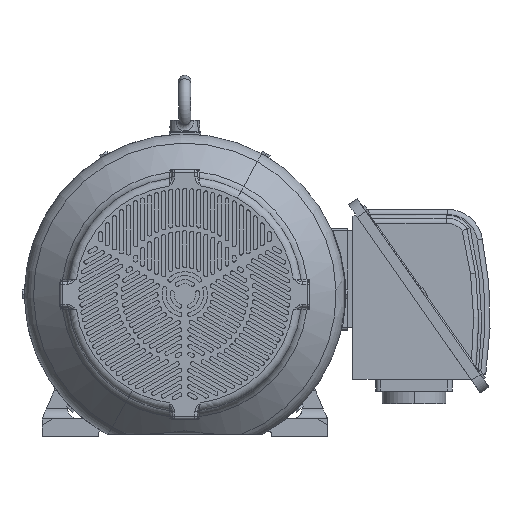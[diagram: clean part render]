
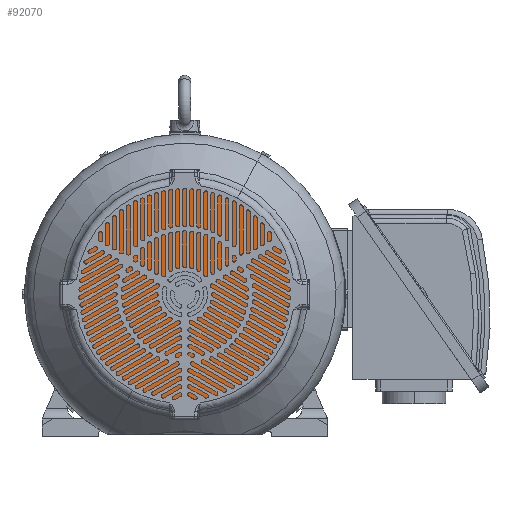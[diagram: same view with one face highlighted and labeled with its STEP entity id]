
A CAD part, left-side view. The second image highlights one B-rep face of the part: STEP entity #92070.
In plain terms, the highlighted planar face has unit normal (-1, 0, 0).
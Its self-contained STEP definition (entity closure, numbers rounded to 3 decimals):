
#9215=CARTESIAN_POINT('Vertex',(-480.,119.856,-219.396)) ;
#9218=CARTESIAN_POINT('Axis2P3D Location',(-480.,0.,0.)) ;
#9222=CARTESIAN_POINT('Vertex',(-480.,-119.856,219.396)) ;
#9239=CARTESIAN_POINT('Axis2P3D Location',(-480.,0.,0.)) ;
#92043=CARTESIAN_POINT('Axis2P3D Location',(-480.,0.,246.)) ;
#92052=CARTESIAN_POINT('Axis2P3D Location',(-480.,0.,0.)) ;
#92056=CARTESIAN_POINT('Vertex',(-480.,45.,0.)) ;
#92058=CARTESIAN_POINT('Vertex',(-480.,-45.,0.)) ;
#92061=CARTESIAN_POINT('Axis2P3D Location',(-480.,0.,0.)) ;
#9219=DIRECTION('Axis2P3D Direction',(1.,0.,0.)) ;
#9240=DIRECTION('Axis2P3D Direction',(1.,0.,0.)) ;
#92044=DIRECTION('Axis2P3D Direction',(1.,0.,0.)) ;
#92045=DIRECTION('Axis2P3D XDirection',(0.,1.,0.)) ;
#92053=DIRECTION('Axis2P3D Direction',(1.,0.,0.)) ;
#92062=DIRECTION('Axis2P3D Direction',(1.,0.,0.)) ;
#9220=AXIS2_PLACEMENT_3D('Circle Axis2P3D',#9218,#9219,$) ;
#9241=AXIS2_PLACEMENT_3D('Circle Axis2P3D',#9239,#9240,$) ;
#92046=AXIS2_PLACEMENT_3D('Plane Axis2P3D',#92043,#92044,#92045) ;
#92054=AXIS2_PLACEMENT_3D('Circle Axis2P3D',#92052,#92053,$) ;
#92063=AXIS2_PLACEMENT_3D('Circle Axis2P3D',#92061,#92062,$) ;
#92049=ORIENTED_EDGE('',*,*,#9224,.F.) ;
#92050=ORIENTED_EDGE('',*,*,#9243,.T.) ;
#92067=ORIENTED_EDGE('',*,*,#92060,.T.) ;
#92068=ORIENTED_EDGE('',*,*,#92065,.T.) ;
#92069=FACE_BOUND('',#92066,.T.) ;
#92070=ADVANCED_FACE('PartBody',(#92051,#92069),#92047,.F.) ;
#9221=CIRCLE('generated circle',#9220,250.) ;
#9242=CIRCLE('generated circle',#9241,250.) ;
#92055=CIRCLE('generated circle',#92054,45.) ;
#92064=CIRCLE('generated circle',#92063,45.) ;
#9224=EDGE_CURVE('',#9216,#9223,#9221,.T.) ;
#9243=EDGE_CURVE('',#9216,#9223,#9242,.F.) ;
#92060=EDGE_CURVE('',#92057,#92059,#92055,.T.) ;
#92065=EDGE_CURVE('',#92059,#92057,#92064,.T.) ;
#92048=EDGE_LOOP('',(#92049,#92050)) ;
#92066=EDGE_LOOP('',(#92067,#92068)) ;
#92051=FACE_OUTER_BOUND('',#92048,.T.) ;
#92047=PLANE('',#92046) ;
#9216=VERTEX_POINT('',#9215) ;
#9223=VERTEX_POINT('',#9222) ;
#92057=VERTEX_POINT('',#92056) ;
#92059=VERTEX_POINT('',#92058) ;
